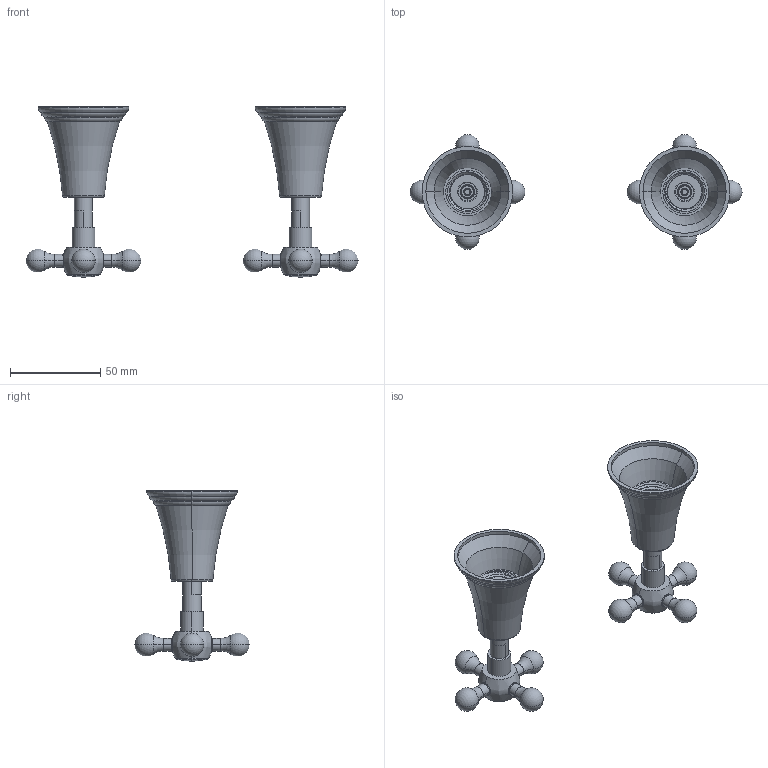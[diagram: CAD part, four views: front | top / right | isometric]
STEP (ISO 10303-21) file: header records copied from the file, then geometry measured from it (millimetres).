
FILE_DESCRIPTION((''),'2;1');
FILE_NAME('1F8012CP_ASM_ASM','2023-06-28T',('Administrator'),(''),'PRO/ENGINEER BY PARAMETRIC TECHNOLOGY CORPORATION, 2010280','PRO/ENGINEER BY PARAMETRIC TECHNOLOGY CORPORATION, 2010280','');
FILE_SCHEMA(('CONFIG_CONTROL_DESIGN'));
Length unit declared in the file: millimetre
Products named in the file (20): 3FX1014-01NT_AF0_ASM_2_ASM; 2A3004-43CP_AF0_6; 2A3005-31CP_AF0_21; 3OR1043NT_AF0_4; 2A3005-21CP_AF0_7; 2F8006-31NT_AF0_5; 2A3005-22CP_AF0_11; 3OR1003NT_AF0_4; 1F8012CP-H_ASM_3_ASM; 3FX1014-01NT_ASM_2_ASM; 2A3004-43CP_6; 2A3005-31CP_21; 3OR1043NT_4; 2A3005-21CP_7; 2F8006-31NT_5; 2A3005-22CP-C_3; 3OR1003NT_4; 1F8012CP-C_ASM_2_ASM; 1F8012CP_ASM_1_ASM; 1F8012CP_ASM_ASM
Assembly tree (19 placements, depth 4):
  1F8012CP_ASM_ASM
    1F8012CP_ASM_1_ASM
      1F8012CP-H_ASM_3_ASM
        3FX1014-01NT_AF0_ASM_2_ASM
        2A3004-43CP_AF0_6
        2A3005-31CP_AF0_21
        3OR1043NT_AF0_4
        2A3005-21CP_AF0_7
        2F8006-31NT_AF0_5
        2A3005-22CP_AF0_11
        3OR1003NT_AF0_4
      1F8012CP-C_ASM_2_ASM
        3FX1014-01NT_ASM_2_ASM
        2A3004-43CP_6
        2A3005-31CP_21
        3OR1043NT_4
        2A3005-21CP_7
        2F8006-31NT_5
        2A3005-22CP-C_3
        3OR1003NT_4
Bounding box: 183.5 x 63.5 x 94 mm (x, y, z)
Volume: 47589 mm3; surface area: 46818.8 mm2
Topology: 14 solids, 14 shells, 951 faces, 2591 edges, 1674 vertices
Faces by surface type: plane 392, cylinder 288, bspline 88, torus 84, cone 76, sphere 23
Entity records: 48508 total; most frequent: CARTESIAN_POINT 24959, ORIENTED_EDGE 5130, DIRECTION 4562, EDGE_CURVE 2565, AXIS2_PLACEMENT_3D 1739, VERTEX_POINT 1674, VECTOR 1084, LINE 1084
